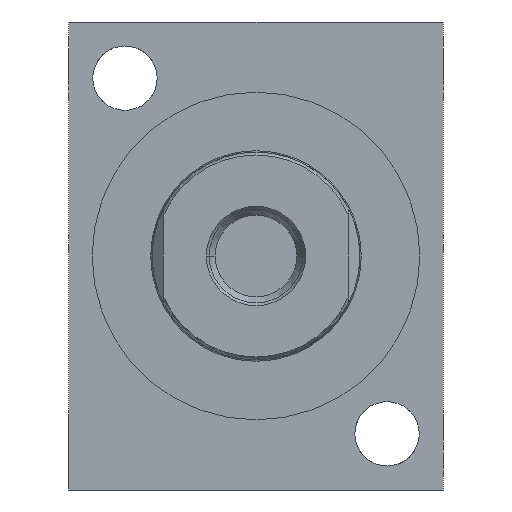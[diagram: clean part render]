
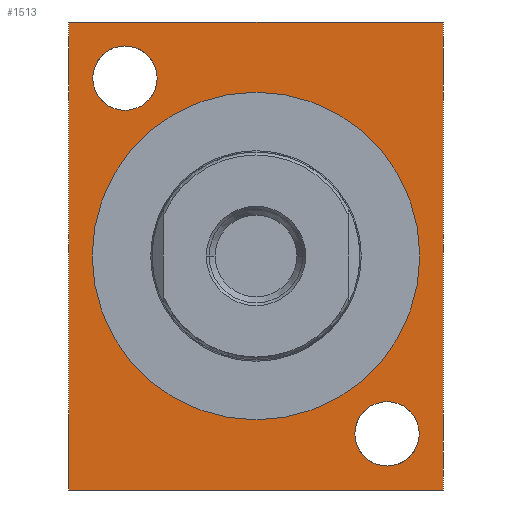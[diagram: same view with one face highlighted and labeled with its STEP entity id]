
A CAD part, left-side view. The second image highlights one B-rep face of the part: STEP entity #1513.
In plain terms, the highlighted planar face has unit normal (-1, 0, 0).
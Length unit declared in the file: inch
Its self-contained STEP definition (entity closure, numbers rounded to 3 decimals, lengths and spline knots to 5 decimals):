
#2=DIRECTION('',(0.,-1.,0.));
#3=VECTOR('',#2,2.);
#4=CARTESIAN_POINT('',(0.,1.,1.25));
#5=LINE('',#4,#3);
#6=DIRECTION('',(0.,0.,-1.));
#7=VECTOR('',#6,2.5);
#8=CARTESIAN_POINT('',(0.,-1.,1.25));
#9=LINE('',#8,#7);
#10=DIRECTION('',(0.,1.,0.));
#11=VECTOR('',#10,2.);
#12=CARTESIAN_POINT('',(0.,-1.,-1.25));
#13=LINE('',#12,#11);
#14=DIRECTION('',(0.,0.,1.));
#15=VECTOR('',#14,2.5);
#16=CARTESIAN_POINT('',(0.,1.,-1.25));
#17=LINE('',#16,#15);
#18=CARTESIAN_POINT('',(0.,0.7,0.95));
#19=DIRECTION('',(1.,0.,0.));
#20=DIRECTION('',(0.,1.,0.));
#21=AXIS2_PLACEMENT_3D('',#18,#19,#20);
#23=CARTESIAN_POINT('',(0.,0.7,0.95));
#24=DIRECTION('',(1.,0.,0.));
#25=DIRECTION('',(0.,-1.,0.));
#26=AXIS2_PLACEMENT_3D('',#23,#24,#25);
#28=CARTESIAN_POINT('',(0.,-0.7,-0.95));
#29=DIRECTION('',(1.,0.,0.));
#30=DIRECTION('',(0.,1.,0.));
#31=AXIS2_PLACEMENT_3D('',#28,#29,#30);
#33=CARTESIAN_POINT('',(0.,-0.7,-0.95));
#34=DIRECTION('',(1.,0.,0.));
#35=DIRECTION('',(0.,-1.,0.));
#36=AXIS2_PLACEMENT_3D('',#33,#34,#35);
#38=CARTESIAN_POINT('',(0.,0.,0.));
#39=DIRECTION('',(-1.,0.,0.));
#40=DIRECTION('',(0.,1.,0.));
#41=AXIS2_PLACEMENT_3D('',#38,#39,#40);
#43=CARTESIAN_POINT('',(0.,0.,0.));
#44=DIRECTION('',(-1.,0.,0.));
#45=DIRECTION('',(0.,-1.,0.));
#46=AXIS2_PLACEMENT_3D('',#43,#44,#45);
#1246=CARTESIAN_POINT('',(0.,1.,1.25));
#1247=CARTESIAN_POINT('',(0.,-1.,1.25));
#1248=VERTEX_POINT('',#1246);
#1249=VERTEX_POINT('',#1247);
#1250=CARTESIAN_POINT('',(0.,-1.,-1.25));
#1251=VERTEX_POINT('',#1250);
#1252=CARTESIAN_POINT('',(0.,1.,-1.25));
#1253=VERTEX_POINT('',#1252);
#1262=CARTESIAN_POINT('',(0.,0.872,0.95));
#1263=CARTESIAN_POINT('',(0.,0.528,0.95));
#1264=VERTEX_POINT('',#1262);
#1265=VERTEX_POINT('',#1263);
#1406=CARTESIAN_POINT('',(0.,-0.528,-0.95));
#1407=CARTESIAN_POINT('',(0.,-0.872,-0.95));
#1408=VERTEX_POINT('',#1406);
#1409=VERTEX_POINT('',#1407);
#1426=CARTESIAN_POINT('',(0.,0.875,0.));
#1427=CARTESIAN_POINT('',(0.,-0.875,0.));
#1428=VERTEX_POINT('',#1426);
#1429=VERTEX_POINT('',#1427);
#1480=CARTESIAN_POINT('',(0.,0.,0.));
#1481=DIRECTION('',(1.,0.,0.));
#1482=DIRECTION('',(0.,0.,-1.));
#1483=AXIS2_PLACEMENT_3D('',#1480,#1481,#1482);
#1484=PLANE('',#1483);
#1486=ORIENTED_EDGE('',*,*,#1485,.T.);
#1488=ORIENTED_EDGE('',*,*,#1487,.T.);
#1490=ORIENTED_EDGE('',*,*,#1489,.T.);
#1492=ORIENTED_EDGE('',*,*,#1491,.T.);
#1493=EDGE_LOOP('',(#1486,#1488,#1490,#1492));
#1494=FACE_OUTER_BOUND('',#1493,.F.);
#1496=ORIENTED_EDGE('',*,*,#1495,.F.);
#1498=ORIENTED_EDGE('',*,*,#1497,.F.);
#1499=EDGE_LOOP('',(#1496,#1498));
#1500=FACE_BOUND('',#1499,.F.);
#1502=ORIENTED_EDGE('',*,*,#1501,.F.);
#1504=ORIENTED_EDGE('',*,*,#1503,.F.);
#1505=EDGE_LOOP('',(#1502,#1504));
#1506=FACE_BOUND('',#1505,.F.);
#1508=ORIENTED_EDGE('',*,*,#1507,.T.);
#1510=ORIENTED_EDGE('',*,*,#1509,.T.);
#1511=EDGE_LOOP('',(#1508,#1510));
#1512=FACE_BOUND('',#1511,.F.);
#1513=ADVANCED_FACE('',(#1494,#1500,#1506,#1512),#1484,.F.);
#22=CIRCLE('',#21,0.172);
#27=CIRCLE('',#26,0.172);
#32=CIRCLE('',#31,0.172);
#37=CIRCLE('',#36,0.172);
#42=CIRCLE('',#41,0.875);
#47=CIRCLE('',#46,0.875);
#1485=EDGE_CURVE('',#1248,#1249,#5,.T.);
#1487=EDGE_CURVE('',#1249,#1251,#9,.T.);
#1489=EDGE_CURVE('',#1251,#1253,#13,.T.);
#1491=EDGE_CURVE('',#1253,#1248,#17,.T.);
#1495=EDGE_CURVE('',#1264,#1265,#22,.T.);
#1497=EDGE_CURVE('',#1265,#1264,#27,.T.);
#1501=EDGE_CURVE('',#1408,#1409,#32,.T.);
#1503=EDGE_CURVE('',#1409,#1408,#37,.T.);
#1507=EDGE_CURVE('',#1428,#1429,#42,.T.);
#1509=EDGE_CURVE('',#1429,#1428,#47,.T.);
